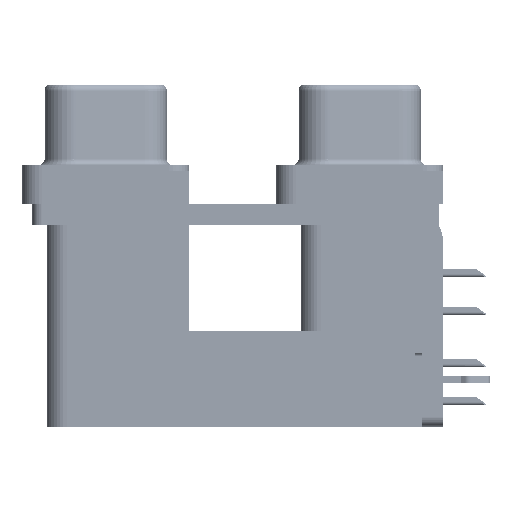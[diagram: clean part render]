
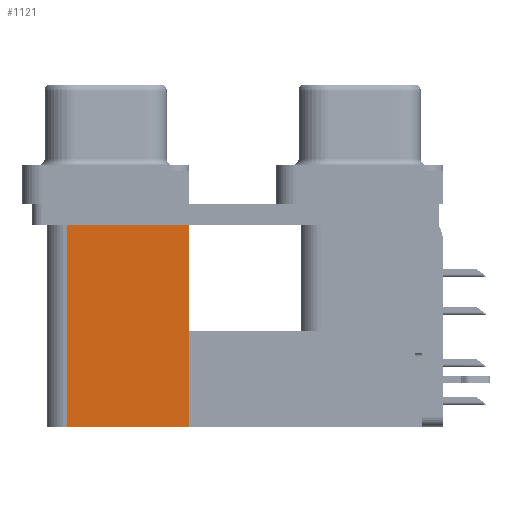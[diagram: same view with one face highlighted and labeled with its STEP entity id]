
A CAD part, left-side view. The second image highlights one B-rep face of the part: STEP entity #1121.
In plain terms, the highlighted planar face has unit normal (-1, 0, 0).
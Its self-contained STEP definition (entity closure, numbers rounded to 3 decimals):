
#972 = DIRECTION ( 'NONE',  ( 0., 0., -1. ) ) ;
#1022 = EDGE_CURVE ( 'NONE', #1847, #5378, #52504, .T. ) ;
#1121 = ADVANCED_FACE ( 'NONE', ( #17767 ), #21766, .F. ) ;
#1274 = DIRECTION ( 'NONE',  ( 0., 0., 1. ) ) ;
#1847 = VERTEX_POINT ( 'NONE', #51551 ) ;
#2280 = CARTESIAN_POINT ( 'NONE',  ( 3.79, 12.775, -19.2 ) ) ;
#3977 = AXIS2_PLACEMENT_3D ( 'NONE', #33773, #9244, #972 ) ;
#5378 = VERTEX_POINT ( 'NONE', #32277 ) ;
#9203 = ORIENTED_EDGE ( 'NONE', *, *, #42703, .F. ) ;
#9244 = DIRECTION ( 'NONE',  ( 1., 0., 0. ) ) ;
#11332 = VECTOR ( 'NONE', #29893, 1000. ) ;
#15257 = CARTESIAN_POINT ( 'NONE',  ( 3.79, 12.775, -2.5 ) ) ;
#17036 = LINE ( 'NONE', #33309, #49296 ) ;
#17767 = FACE_OUTER_BOUND ( 'NONE', #21232, .T. ) ;
#19542 = ORIENTED_EDGE ( 'NONE', *, *, #20176, .T. ) ;
#20176 = EDGE_CURVE ( 'NONE', #21175, #31569, #42445, .T. ) ;
#21175 = VERTEX_POINT ( 'NONE', #15257 ) ;
#21232 = EDGE_LOOP ( 'NONE', ( #19542, #9203, #34000, #48367 ) ) ;
#21766 = PLANE ( 'NONE',  #3977 ) ;
#24176 = CARTESIAN_POINT ( 'NONE',  ( 3.79, 21.975, -2.5 ) ) ;
#29773 = LINE ( 'NONE', #2280, #33836 ) ;
#29893 = DIRECTION ( 'NONE',  ( 0., 1., 0. ) ) ;
#30025 = DIRECTION ( 'NONE',  ( 0., 0., 1. ) ) ;
#31569 = VERTEX_POINT ( 'NONE', #24176 ) ;
#32277 = CARTESIAN_POINT ( 'NONE',  ( 3.79, 21.975, -19.2 ) ) ;
#33309 = CARTESIAN_POINT ( 'NONE',  ( 3.79, 21.975, -19.2 ) ) ;
#33773 = CARTESIAN_POINT ( 'NONE',  ( 3.79, 12.775, -19.2 ) ) ;
#33836 = VECTOR ( 'NONE', #30025, 1000. ) ;
#34000 = ORIENTED_EDGE ( 'NONE', *, *, #1022, .F. ) ;
#34159 = CARTESIAN_POINT ( 'NONE',  ( 3.79, 12.775, -2.5 ) ) ;
#42445 = LINE ( 'NONE', #34159, #11332 ) ;
#42703 = EDGE_CURVE ( 'NONE', #5378, #31569, #17036, .T. ) ;
#45024 = DIRECTION ( 'NONE',  ( 0., 1., 0. ) ) ;
#46438 = EDGE_CURVE ( 'NONE', #1847, #21175, #29773, .T. ) ;
#48236 = CARTESIAN_POINT ( 'NONE',  ( 3.79, 12.775, -19.2 ) ) ;
#48367 = ORIENTED_EDGE ( 'NONE', *, *, #46438, .T. ) ;
#49296 = VECTOR ( 'NONE', #1274, 1000. ) ;
#49458 = VECTOR ( 'NONE', #45024, 1000. ) ;
#51551 = CARTESIAN_POINT ( 'NONE',  ( 3.79, 12.775, -19.2 ) ) ;
#52504 = LINE ( 'NONE', #48236, #49458 ) ;
